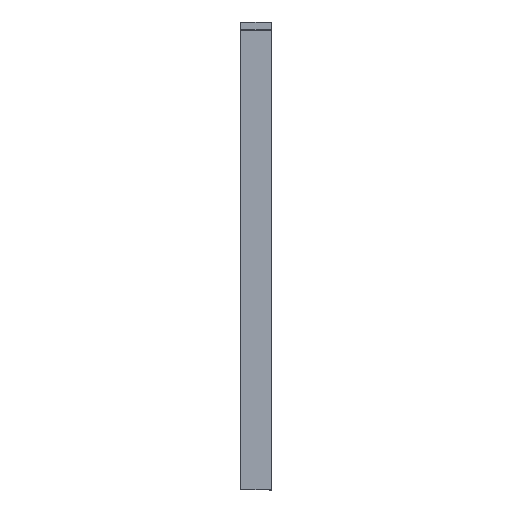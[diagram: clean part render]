
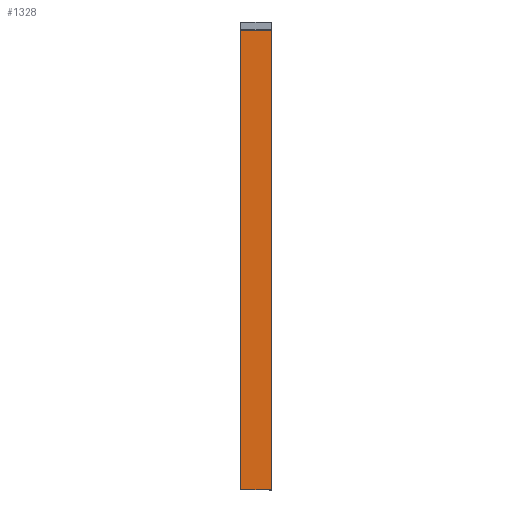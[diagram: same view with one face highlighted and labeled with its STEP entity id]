
A CAD part, front view. The second image highlights one B-rep face of the part: STEP entity #1328.
In plain terms, the highlighted planar face has unit normal (0, -1, 0).
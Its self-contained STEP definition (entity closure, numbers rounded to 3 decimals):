
#6=DIRECTION('',(0.,0.,-1.));
#7=VECTOR('',#6,2995.712);
#8=CARTESIAN_POINT('',(98.,0.,2995.712));
#9=LINE('',#8,#7);
#71=DIRECTION('',(1.,0.,0.));
#72=VECTOR('',#71,196.);
#73=CARTESIAN_POINT('',(-98.,0.,2995.712));
#74=LINE('',#73,#72);
#590=DIRECTION('',(0.,0.,1.));
#591=VECTOR('',#590,2995.712);
#592=CARTESIAN_POINT('',(-98.,0.,0.));
#593=LINE('',#592,#591);
#709=DIRECTION('',(-1.,0.,0.));
#710=VECTOR('',#709,196.);
#711=CARTESIAN_POINT('',(98.,0.,0.));
#712=LINE('',#711,#710);
#1149=CARTESIAN_POINT('',(98.,0.,0.));
#1151=VERTEX_POINT('',#1149);
#1214=CARTESIAN_POINT('',(-98.,0.,0.));
#1215=CARTESIAN_POINT('',(-98.,0.,
2995.712));
#1216=VERTEX_POINT('',#1214);
#1217=VERTEX_POINT('',#1215);
#1273=CARTESIAN_POINT('',(98.,0.,2995.712));
#1274=VERTEX_POINT('',#1273);
#1313=CARTESIAN_POINT('',(0.,0.,3050.));
#1314=DIRECTION('',(0.,1.,0.));
#1315=DIRECTION('',(-1.,0.,0.));
#1316=AXIS2_PLACEMENT_3D('',#1313,#1314,#1315);
#1317=PLANE('',#1316);
#1319=ORIENTED_EDGE('',*,*,#1318,.T.);
#1321=ORIENTED_EDGE('',*,*,#1320,.T.);
#1323=ORIENTED_EDGE('',*,*,#1322,.T.);
#1325=ORIENTED_EDGE('',*,*,#1324,.T.);
#1326=EDGE_LOOP('',(#1319,#1321,#1323,#1325));
#1327=FACE_OUTER_BOUND('',#1326,.F.);
#1328=ADVANCED_FACE('',(#1327),#1317,.F.);
#1318=EDGE_CURVE('',#1274,#1151,#9,.T.);
#1320=EDGE_CURVE('',#1151,#1216,#712,.T.);
#1322=EDGE_CURVE('',#1216,#1217,#593,.T.);
#1324=EDGE_CURVE('',#1217,#1274,#74,.T.);
